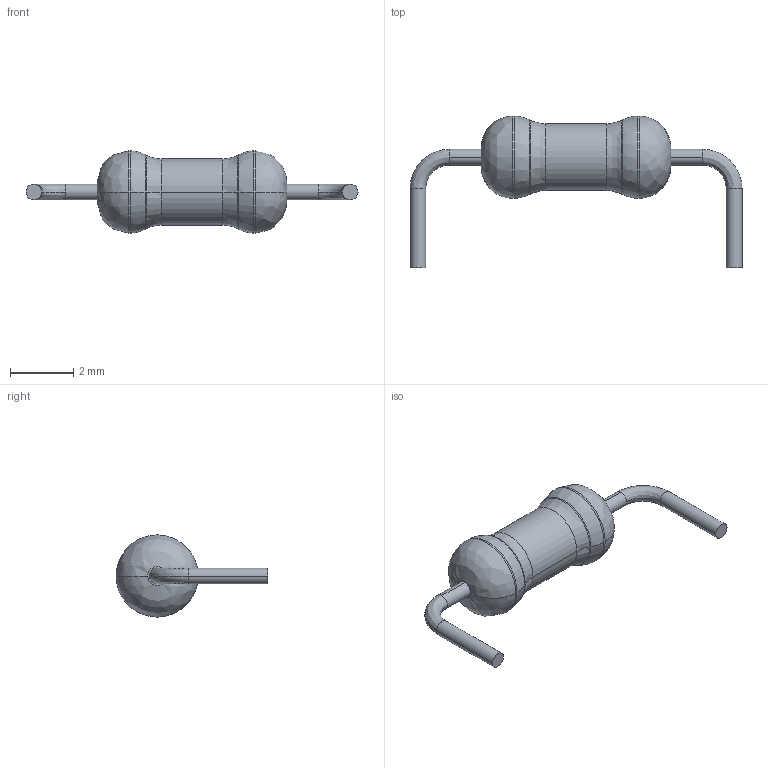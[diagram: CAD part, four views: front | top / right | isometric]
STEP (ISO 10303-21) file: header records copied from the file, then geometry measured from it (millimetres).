
FILE_DESCRIPTION (( 'STEP AP214' ), '1' );
FILE_NAME ('User Library-res_025x10.STEP', '2016-01-19T19:27:04', ( 'Windows User' ), ( '' ), 'SwSTEP 2.0', 'SolidWorks 2016', '' );
FILE_SCHEMA (( 'AUTOMOTIVE_DESIGN' ));
Length unit declared in the file: millimetre
Products named in the file (3): User Library-res_025x10_pin_res_0,5x3,5x10_1; User Library-res_025x10_res_025_1; User Library-res_025x10
Assembly tree (2 placements, depth 2):
  User Library-res_025x10
    User Library-res_025x10_res_025_1
    User Library-res_025x10_pin_res_0,5x3,5x10_1
Bounding box: 10.5 x 4.8 x 2.6 mm (x, y, z)
Volume: 26.7 mm3; surface area: 73.5 mm2
Topology: 2 solids, 2 shells, 36 faces, 72 edges, 40 vertices
Faces by surface type: bspline 16, cylinder 12, cone 4, plane 4
Entity records: 1618 total; most frequent: CARTESIAN_POINT 405, DIRECTION 170, ORIENTED_EDGE 144, AXIS2_PLACEMENT_3D 77, EDGE_CURVE 72, CIRCLE 52, UNCERTAINTY_MEASURE_WITH_UNIT 43, COLOUR_RGB 40
